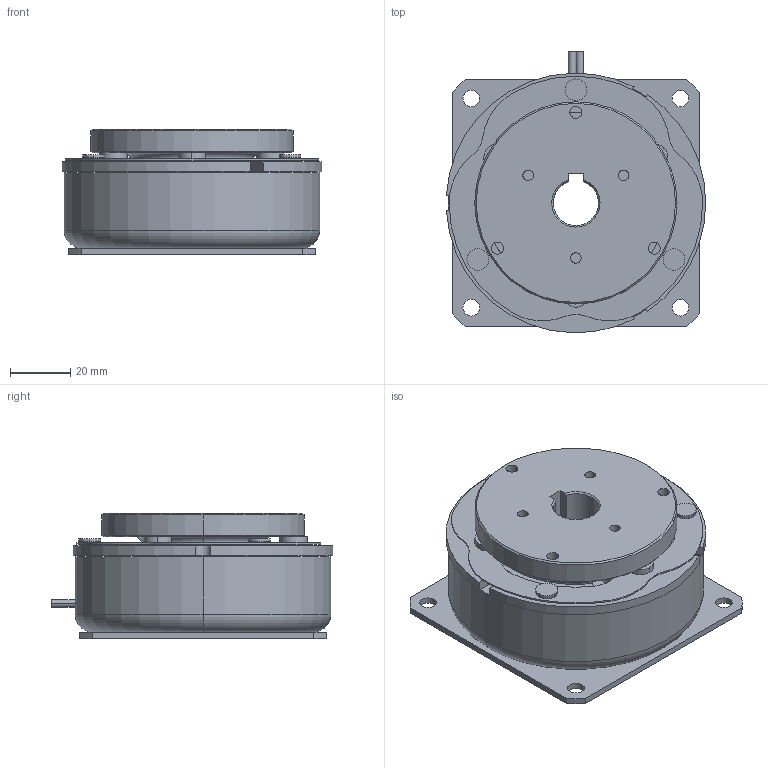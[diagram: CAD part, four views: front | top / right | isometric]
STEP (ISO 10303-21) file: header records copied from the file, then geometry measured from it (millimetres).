
FILE_DESCRIPTION (( 'STEP AP203' ), '1' );
FILE_NAME ('VBEH 1.2P_23675100.STEP', '2016-07-13T04:27:27', ( ' ' ), ( '' ), 'SwSTEP 2.0', 'SolidWorks 2009', '' );
FILE_SCHEMA (( 'CONFIG_CONTROL_DESIGN' ));
Length unit declared in the file: millimetre
Products named in the file (1): VBEH 1.2P_23675100
Bounding box: 85.93 x 93.27 x 41.5 mm (x, y, z)
Volume: 187843.4 mm3; surface area: 50479.9 mm2
Topology: 1 solids, 1 shells, 299 faces, 774 edges, 491 vertices
Faces by surface type: cylinder 160, plane 97, cone 26, torus 10, sphere 6
Entity records: 9488 total; most frequent: DIRECTION 1777, CARTESIAN_POINT 1696, ORIENTED_EDGE 1528, EDGE_CURVE 764, AXIS2_PLACEMENT_3D 726, VERTEX_POINT 491, CIRCLE 426, EDGE_LOOP 369
